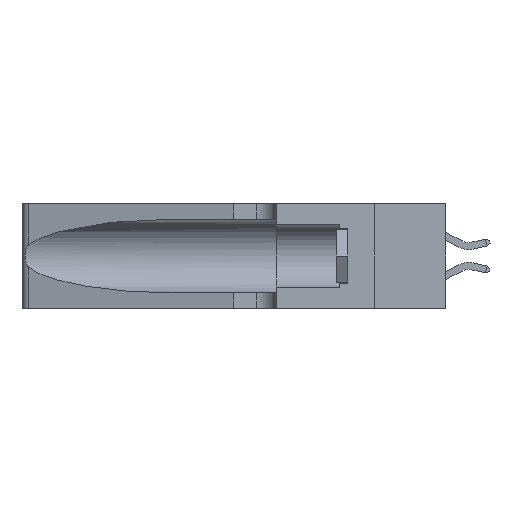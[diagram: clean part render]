
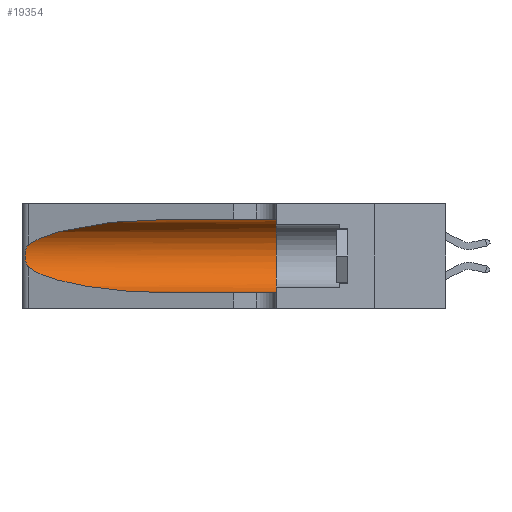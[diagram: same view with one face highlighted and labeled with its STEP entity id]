
A CAD part, left-side view. The second image highlights one B-rep face of the part: STEP entity #19354.
In plain terms, the highlighted cylindrical face has radius 3.308 mm (diameter 6.617 mm), a partial arc.
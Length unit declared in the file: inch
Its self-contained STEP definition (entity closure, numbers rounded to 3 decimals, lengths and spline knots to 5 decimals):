
#449 = EDGE_CURVE ( 'NONE', #4363, #14402, #5865, .T. ) ;
#699 = DIRECTION ( 'NONE',  ( 0., -1., 0. ) ) ;
#1748 = CARTESIAN_POINT ( 'NONE',  ( 0.25854, 1.2359, 0.20912 ) ) ;
#1878 = CARTESIAN_POINT ( 'NONE',  ( 0.26075, 1.23896, 0.19203 ) ) ;
#1954 = ORIENTED_EDGE ( 'NONE', *, *, #2933, .T. ) ;
#2325 = EDGE_CURVE ( 'NONE', #19697, #32920, #13870, .T. ) ;
#2431 = CARTESIAN_POINT ( 'NONE',  ( 0.1305, 0.72297, 0.05475 ) ) ;
#2933 = EDGE_CURVE ( 'NONE', #14402, #22762, #10336, .T. ) ;
#3785 = CARTESIAN_POINT ( 'NONE',  ( 0.1305, 0.35, 0.31525 ) ) ;
#4180 = ORIENTED_EDGE ( 'NONE', *, *, #7181, .F. ) ;
#4363 = VERTEX_POINT ( 'NONE', #17577 ) ;
#4773 = LINE ( 'NONE', #25577, #30038 ) ;
#4940 = CARTESIAN_POINT ( 'NONE',  ( 0.26017, 1.23833, 0.17102 ) ) ;
#5768 = AXIS2_PLACEMENT_3D ( 'NONE', #8075, #37196, #11056 ) ;
#5865 = B_SPLINE_CURVE_WITH_KNOTS ( 'NONE', 3,
 ( #37104, #19573, #36848, #28403, #1748, #19840, #1878, #10828, #4940, #10692, #25206, #19315, #10959, #7982 ),
 .UNSPECIFIED., .F., .F.,
 ( 4, 2, 2, 2, 2, 2, 4 ),
 ( 0., 0.00027, 0.00053, 0.00107, 0.0016, 0.00187, 0.00214 ),
 .UNSPECIFIED. ) ;
#6034 = DIRECTION ( 'NONE',  ( 0., -1., 0. ) ) ;
#6635 = CARTESIAN_POINT ( 'NONE',  ( 0.18966, 0.96281, 0.05475 ) ) ;
#7181 = EDGE_CURVE ( 'NONE', #8158, #19697, #4773, .T. ) ;
#7982 = CARTESIAN_POINT ( 'NONE',  ( 0.25487, 1.22718, 0.14631 ) ) ;
#8075 = CARTESIAN_POINT ( 'NONE',  ( 0.1305, 0.35, 0.185 ) ) ;
#8158 = VERTEX_POINT ( 'NONE', #19227 ) ;
#9548 = CARTESIAN_POINT ( 'NONE',  ( 0.25487, 1.22718, 0.14631 ) ) ;
#10336 =( BOUNDED_CURVE ( )  B_SPLINE_CURVE ( 3, ( #12294, #30024, #6635, #32852 ),
 .UNSPECIFIED., .F., .F. ) 
 B_SPLINE_CURVE_WITH_KNOTS ( ( 4, 4 ),
 ( 3.44316, 4.71239 ),
 .UNSPECIFIED. ) 
 CURVE ( )  GEOMETRIC_REPRESENTATION_ITEM ( )  RATIONAL_B_SPLINE_CURVE ( ( 1., 0.87, 0.87, 1. ) ) 
 REPRESENTATION_ITEM ( '' )  );
#10692 = CARTESIAN_POINT ( 'NONE',  ( 0.25856, 1.23593, 0.16098 ) ) ;
#10828 = CARTESIAN_POINT ( 'NONE',  ( 0.26075, 1.23896, 0.178 ) ) ;
#10959 = CARTESIAN_POINT ( 'NONE',  ( 0.25555, 1.22993, 0.14849 ) ) ;
#11056 = DIRECTION ( 'NONE',  ( 0., 0., 1. ) ) ;
#12077 = CARTESIAN_POINT ( 'NONE',  ( 0.1305, 1.61858, 0.05475 ) ) ;
#12294 = CARTESIAN_POINT ( 'NONE',  ( 0.25487, 1.22718, 0.14631 ) ) ;
#13111 = DIRECTION ( 'NONE',  ( 0., 0., -1. ) ) ;
#13870 = CIRCLE ( 'NONE', #5768, 0.13025 ) ;
#14402 = VERTEX_POINT ( 'NONE', #9548 ) ;
#15731 =( BOUNDED_CURVE ( )  B_SPLINE_CURVE ( 3, ( #36072, #24289, #27505, #30464 ),
 .UNSPECIFIED., .F., .F. ) 
 B_SPLINE_CURVE_WITH_KNOTS ( ( 4, 4 ),
 ( 1.5708, 2.84003 ),
 .UNSPECIFIED. ) 
 CURVE ( )  GEOMETRIC_REPRESENTATION_ITEM ( )  RATIONAL_B_SPLINE_CURVE ( ( 1., 0.87, 0.87, 1. ) ) 
 REPRESENTATION_ITEM ( '' )  );
#17577 = CARTESIAN_POINT ( 'NONE',  ( 0.25487, 1.22718, 0.22369 ) ) ;
#17717 = EDGE_LOOP ( 'NONE', ( #30838, #20893, #1954, #24342, #34108, #4180 ) ) ;
#19227 = CARTESIAN_POINT ( 'NONE',  ( 0.1305, 0.72297, 0.31525 ) ) ;
#19315 = CARTESIAN_POINT ( 'NONE',  ( 0.25639, 1.23186, 0.15144 ) ) ;
#19354 = ADVANCED_FACE ( 'NONE', ( #28801 ), #27833, .F. ) ;
#19573 = CARTESIAN_POINT ( 'NONE',  ( 0.25555, 1.22994, 0.2215 ) ) ;
#19697 = VERTEX_POINT ( 'NONE', #3785 ) ;
#19840 = CARTESIAN_POINT ( 'NONE',  ( 0.26018, 1.23835, 0.19895 ) ) ;
#20323 = EDGE_CURVE ( 'NONE', #8158, #4363, #15731, .T. ) ;
#20747 = VECTOR ( 'NONE', #6034, 39.37008 ) ;
#20893 = ORIENTED_EDGE ( 'NONE', *, *, #449, .T. ) ;
#22649 = CARTESIAN_POINT ( 'NONE',  ( 0.1305, 1.61858, 0.185 ) ) ;
#22762 = VERTEX_POINT ( 'NONE', #2431 ) ;
#24289 = CARTESIAN_POINT ( 'NONE',  ( 0.18966, 0.96281, 0.31525 ) ) ;
#24342 = ORIENTED_EDGE ( 'NONE', *, *, #35514, .T. ) ;
#25206 = CARTESIAN_POINT ( 'NONE',  ( 0.25789, 1.23486, 0.15765 ) ) ;
#25577 = CARTESIAN_POINT ( 'NONE',  ( 0.1305, 1.61858, 0.31525 ) ) ;
#26284 = LINE ( 'NONE', #12077, #20747 ) ;
#27505 = CARTESIAN_POINT ( 'NONE',  ( 0.2373, 1.15595, 0.28018 ) ) ;
#27710 = DIRECTION ( 'NONE',  ( 0., -1., 0. ) ) ;
#27833 = CYLINDRICAL_SURFACE ( 'NONE', #37883, 0.13025 ) ;
#28403 = CARTESIAN_POINT ( 'NONE',  ( 0.25787, 1.23484, 0.2124 ) ) ;
#28801 = FACE_OUTER_BOUND ( 'NONE', #17717, .T. ) ;
#30024 = CARTESIAN_POINT ( 'NONE',  ( 0.2373, 1.15595, 0.08982 ) ) ;
#30038 = VECTOR ( 'NONE', #27710, 39.37008 ) ;
#30464 = CARTESIAN_POINT ( 'NONE',  ( 0.25487, 1.22718, 0.22369 ) ) ;
#30838 = ORIENTED_EDGE ( 'NONE', *, *, #20323, .T. ) ;
#32852 = CARTESIAN_POINT ( 'NONE',  ( 0.1305, 0.72297, 0.05475 ) ) ;
#32920 = VERTEX_POINT ( 'NONE', #34979 ) ;
#34108 = ORIENTED_EDGE ( 'NONE', *, *, #2325, .F. ) ;
#34979 = CARTESIAN_POINT ( 'NONE',  ( 0.1305, 0.35, 0.05475 ) ) ;
#35514 = EDGE_CURVE ( 'NONE', #22762, #32920, #26284, .T. ) ;
#36072 = CARTESIAN_POINT ( 'NONE',  ( 0.1305, 0.72297, 0.31525 ) ) ;
#36848 = CARTESIAN_POINT ( 'NONE',  ( 0.25639, 1.23184, 0.21858 ) ) ;
#37104 = CARTESIAN_POINT ( 'NONE',  ( 0.25487, 1.22718, 0.22369 ) ) ;
#37196 = DIRECTION ( 'NONE',  ( 0., 1., 0. ) ) ;
#37883 = AXIS2_PLACEMENT_3D ( 'NONE', #22649, #699, #13111 ) ;
